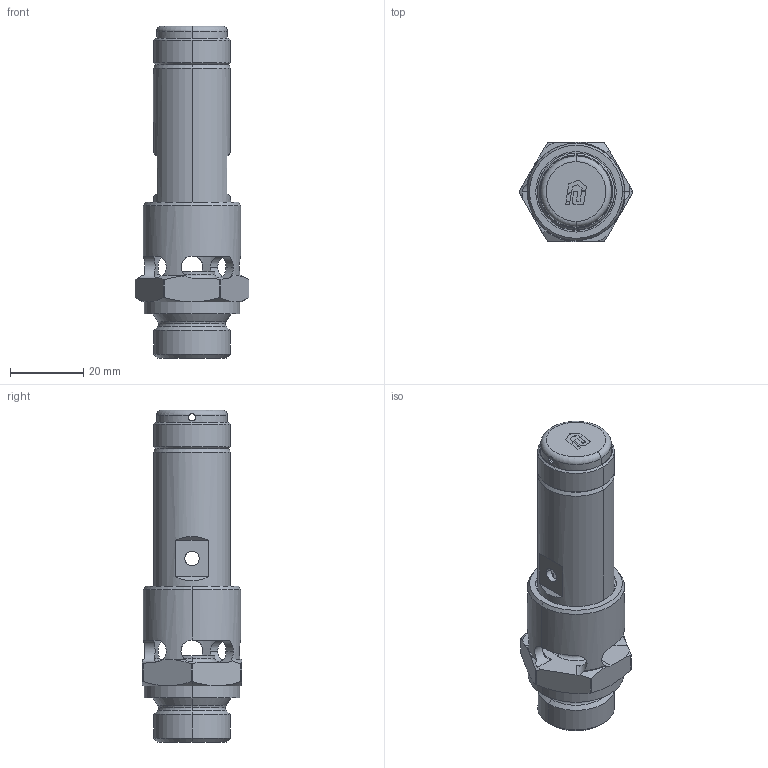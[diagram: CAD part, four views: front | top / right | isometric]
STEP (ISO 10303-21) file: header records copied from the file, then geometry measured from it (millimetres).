
FILE_DESCRIPTION(('HOOPS Exchange Step'),'2;1');
FILE_NAME('SV01_DN15.stp','2026-01-09T15:58:43+01:00',('nieru'),('Unknown organisation'),'HOOPS Exchange 2024.2','HOOPS Exchange','Unknown authorisation');
FILE_SCHEMA( ('AP203_CONFIGURATION_CONTROLLED_3D_DESIGN_OF_MECHANICAL_PARTS_AND_ASSEMBLIES_MIM_LF') );
Length unit declared in the file: millimetre
Products named in the file (2): 0; root
Assembly tree (1 placements, depth 2):
  root
    0
Bounding box: 31 x 27 x 90.5 mm (x, y, z)
Volume: 19781.1 mm3; surface area: 15326.5 mm2
Topology: 4 solids, 4 shells, 225 faces, 574 edges, 363 vertices
Faces by surface type: cylinder 84, plane 75, cone 46, torus 18, bspline 2
Entity records: 9007 total; most frequent: CARTESIAN_POINT 3533, ORIENTED_EDGE 1148, DIRECTION 1103, EDGE_CURVE 574, AXIS2_PLACEMENT_3D 438, VERTEX_POINT 363, EDGE_LOOP 257, FACE_BOUND 257
